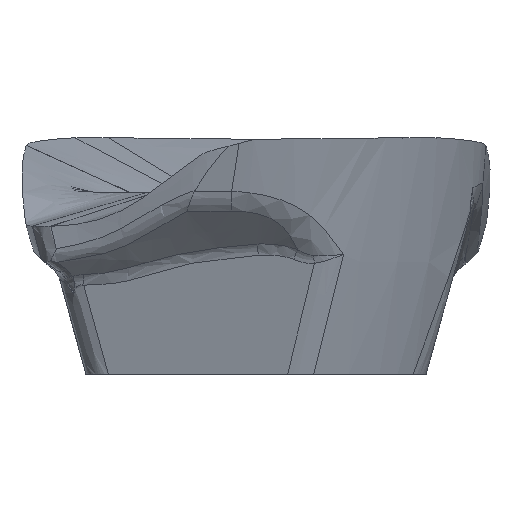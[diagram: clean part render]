
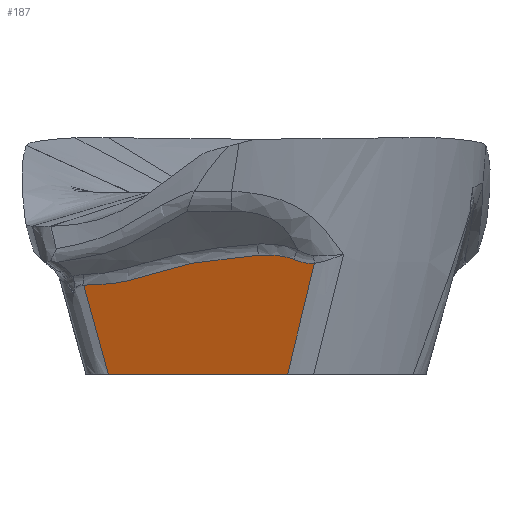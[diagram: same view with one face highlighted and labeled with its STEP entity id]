
A CAD part, left-side view. The second image highlights one B-rep face of the part: STEP entity #187.
In plain terms, the highlighted planar face has unit normal (-0.962, 0.084, -0.259).
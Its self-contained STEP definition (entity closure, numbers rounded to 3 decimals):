
#52=PLANE('',#1739);
#108=LINE('',#2715,#144);
#109=LINE('',#2717,#145);
#144=VECTOR('',#1821,1.);
#145=VECTOR('',#1822,1.);
#187=ADVANCED_FACE('',(#350),#52,.T.);
#350=FACE_OUTER_BOUND('',#442,.T.);
#442=EDGE_LOOP('',(#578,#579,#580,#581,#582,#583));
#578=ORIENTED_EDGE('',*,*,#1219,.F.);
#579=ORIENTED_EDGE('',*,*,#1218,.F.);
#580=ORIENTED_EDGE('',*,*,#1220,.F.);
#581=ORIENTED_EDGE('',*,*,#1221,.F.);
#582=ORIENTED_EDGE('',*,*,#1222,.F.);
#583=ORIENTED_EDGE('',*,*,#1223,.F.);
#1051=VERTEX_POINT('',#2638);
#1052=VERTEX_POINT('',#2667);
#1053=VERTEX_POINT('',#2697);
#1054=VERTEX_POINT('',#2703);
#1055=VERTEX_POINT('',#2714);
#1056=VERTEX_POINT('',#2716);
#1218=EDGE_CURVE('',#1052,#1051,#1526,.T.);
#1219=EDGE_CURVE('',#1051,#1053,#1527,.T.);
#1220=EDGE_CURVE('',#1054,#1052,#1528,.T.);
#1221=EDGE_CURVE('',#1055,#1054,#1529,.T.);
#1222=EDGE_CURVE('',#1056,#1055,#108,.T.);
#1223=EDGE_CURVE('',#1053,#1056,#109,.T.);
#1526=B_SPLINE_CURVE_WITH_KNOTS('',3,(#2668,#2669,#2670,#2671,#2672),
 .UNSPECIFIED.,.F.,.F.,(4,1,4),(0.,0.501,1.),.UNSPECIFIED.);
#1527=B_SPLINE_CURVE_WITH_KNOTS('',3,(#2693,#2694,#2695,#2696),
 .UNSPECIFIED.,.F.,.F.,(4,4),(0.,1.),.UNSPECIFIED.);
#1528=B_SPLINE_CURVE_WITH_KNOTS('',3,(#2698,#2699,#2700,#2701,#2702),
 .UNSPECIFIED.,.F.,.F.,(4,1,4),(0.,0.497,1.),.UNSPECIFIED.);
#1529=B_SPLINE_CURVE_WITH_KNOTS('',3,(#2704,#2705,#2706,#2707,#2708,#2709,
#2710,#2711,#2712,#2713),.UNSPECIFIED.,.F.,.F.,(4,1,1,1,1,1,1,4),(0.,0.26,
0.388,0.511,0.634,0.756,0.881,
1.),.UNSPECIFIED.);
#1739=AXIS2_PLACEMENT_3D('',#2718,#1823,#1824);
#1821=DIRECTION('',(-0.23,0.26,0.938));
#1822=DIRECTION('',(0.087,0.996,0.));
#1823=DIRECTION('',(-0.962,0.084,-0.259));
#1824=DIRECTION('',(0.26,0.,-0.966));
#2638=CARTESIAN_POINT('',(-7.66,-1.183,-2.551));
#2667=CARTESIAN_POINT('',(-7.646,-0.763,-2.468));
#2668=CARTESIAN_POINT('',(-7.646,-0.763,-2.468));
#2669=CARTESIAN_POINT('',(-7.644,-0.826,-2.493));
#2670=CARTESIAN_POINT('',(-7.643,-0.946,-2.536));
#2671=CARTESIAN_POINT('',(-7.652,-1.108,-2.556));
#2672=CARTESIAN_POINT('',(-7.66,-1.183,-2.551));
#2693=CARTESIAN_POINT('',(-7.66,-1.183,-2.551));
#2694=CARTESIAN_POINT('',(-7.443,-1.013,-3.303));
#2695=CARTESIAN_POINT('',(-7.225,-0.831,-4.053));
#2696=CARTESIAN_POINT('',(-7.008,-0.642,-4.8));
#2697=CARTESIAN_POINT('',(-7.008,-0.642,-4.8));
#2698=CARTESIAN_POINT('',(-7.606,-0.048,-2.383));
#2699=CARTESIAN_POINT('',(-7.619,-0.171,-2.375));
#2700=CARTESIAN_POINT('',(-7.64,-0.428,-2.378));
#2701=CARTESIAN_POINT('',(-7.648,-0.654,-2.424));
#2702=CARTESIAN_POINT('',(-7.646,-0.763,-2.468));
#2703=CARTESIAN_POINT('',(-7.606,-0.048,-2.383));
#2704=CARTESIAN_POINT('',(-7.132,3.495,-2.992));
#2705=CARTESIAN_POINT('',(-7.158,3.182,-2.999));
#2706=CARTESIAN_POINT('',(-7.211,2.708,-2.954));
#2707=CARTESIAN_POINT('',(-7.314,2.129,-2.758));
#2708=CARTESIAN_POINT('',(-7.386,1.699,-2.632));
#2709=CARTESIAN_POINT('',(-7.45,1.267,-2.534));
#2710=CARTESIAN_POINT('',(-7.506,0.826,-2.469));
#2711=CARTESIAN_POINT('',(-7.556,0.386,-2.426));
#2712=CARTESIAN_POINT('',(-7.59,0.094,-2.395));
#2713=CARTESIAN_POINT('',(-7.606,-0.048,-2.383));
#2714=CARTESIAN_POINT('',(-7.132,3.495,-2.992));
#2715=CARTESIAN_POINT('',(-6.69,2.994,-4.8));
#2716=CARTESIAN_POINT('',(-6.69,2.994,-4.8));
#2717=CARTESIAN_POINT('',(-7.008,-0.642,-4.8));
#2718=CARTESIAN_POINT('',(-7.175,1.156,-3.593));
